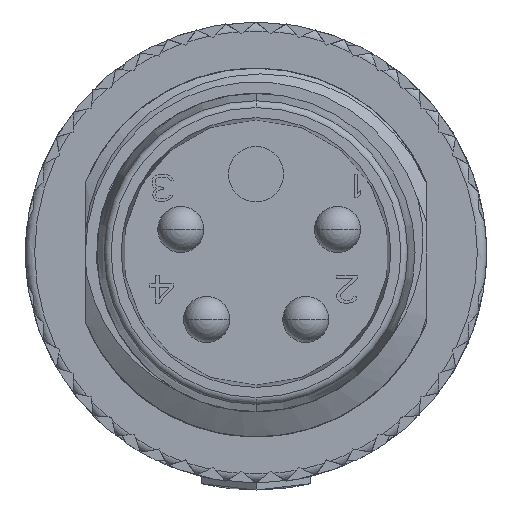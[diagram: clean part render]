
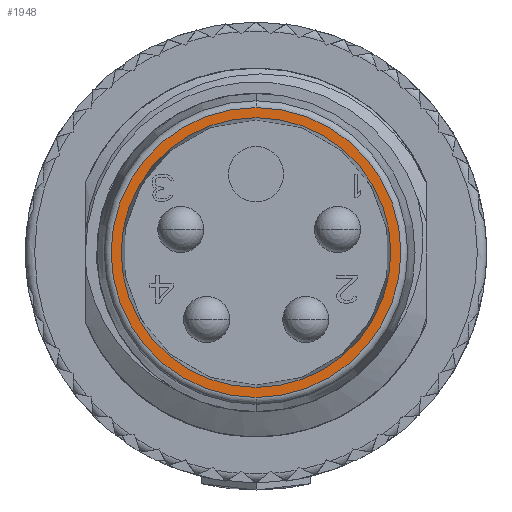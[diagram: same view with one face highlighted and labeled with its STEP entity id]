
A CAD part, front view. The second image highlights one B-rep face of the part: STEP entity #1948.
In plain terms, the highlighted planar face has unit normal (0, -1, 0).
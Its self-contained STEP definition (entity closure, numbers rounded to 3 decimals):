
#1948=ADVANCED_FACE('',(#5397,#5398),#5399,.T.);
#2780=EDGE_CURVE('',#6665,#6666,#6667,.T.);
#2786=EDGE_CURVE('',#6665,#6666,#6673,.T.);
#2788=EDGE_CURVE('',#6675,#6676,#6677,.T.);
#2790=EDGE_CURVE('',#6675,#6676,#6679,.T.);
#5397=FACE_OUTER_BOUND('',#10128,.T.);
#5398=FACE_BOUND('',#10129,.T.);
#5399=PLANE('',#10130);
#6665=VERTEX_POINT('',#13948);
#6666=VERTEX_POINT('',#13949);
#6667=CIRCLE('',#13950,2.925);
#6673=CIRCLE('',#13961,2.925);
#6675=VERTEX_POINT('',#13964);
#6676=VERTEX_POINT('',#13965);
#6677=CIRCLE('',#13966,3.143);
#6679=CIRCLE('',#13969,3.143);
#10128=EDGE_LOOP('',(#28020,#28021));
#10129=EDGE_LOOP('',(#28022,#28023));
#10130=AXIS2_PLACEMENT_3D('',#28024,#28025,#28026);
#13948=CARTESIAN_POINT('',(0.0,-12.8,2.925));
#13949=CARTESIAN_POINT('',(0.0,-12.8,-2.925));
#13950=AXIS2_PLACEMENT_3D('',#30775,#30776,#30777);
#13961=AXIS2_PLACEMENT_3D('',#30780,#30781,#30782);
#13964=CARTESIAN_POINT('',(0.0,-12.8,3.143));
#13965=CARTESIAN_POINT('',(0.0,-12.8,-3.143));
#13966=AXIS2_PLACEMENT_3D('',#30783,#30784,#30785);
#13969=AXIS2_PLACEMENT_3D('',#30786,#30787,#30788);
#28020=ORIENTED_EDGE('',*,*,#2788,.F.);
#28021=ORIENTED_EDGE('',*,*,#2790,.T.);
#28022=ORIENTED_EDGE('',*,*,#2780,.F.);
#28023=ORIENTED_EDGE('',*,*,#2786,.T.);
#28024=CARTESIAN_POINT('',(0.0,-12.8,0.0));
#28025=DIRECTION('',(0.0,-1.0,0.0));
#28026=DIRECTION('',(0.0,0.0,-1.0));
#30775=CARTESIAN_POINT('',(0.0,-12.8,0.0));
#30776=DIRECTION('',(0.0,-1.0,0.0));
#30777=DIRECTION('',(0.0,0.0,1.0));
#30780=CARTESIAN_POINT('',(0.0,-12.8,0.0));
#30781=DIRECTION('',(0.0,1.0,0.0));
#30782=DIRECTION('',(0.0,0.0,1.0));
#30783=CARTESIAN_POINT('',(0.0,-12.8,0.0));
#30784=DIRECTION('',(0.0,1.0,0.0));
#30785=DIRECTION('',(0.0,0.0,1.0));
#30786=CARTESIAN_POINT('',(0.0,-12.8,0.0));
#30787=DIRECTION('',(0.0,-1.0,0.0));
#30788=DIRECTION('',(0.0,0.0,1.0));
